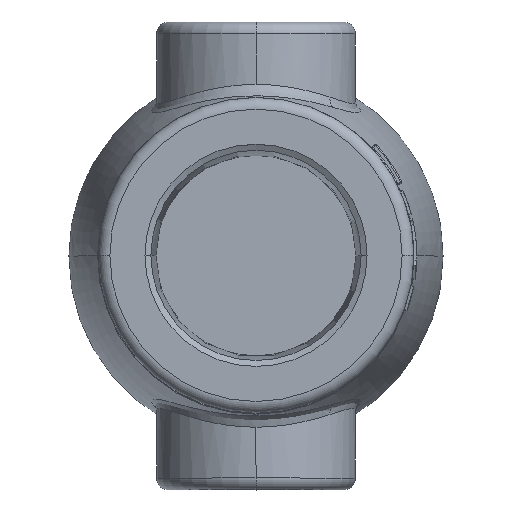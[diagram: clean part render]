
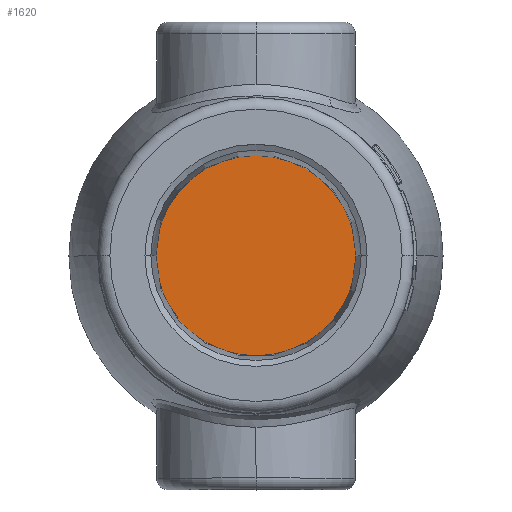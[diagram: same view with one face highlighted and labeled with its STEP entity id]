
A CAD part, top view. The second image highlights one B-rep face of the part: STEP entity #1620.
In plain terms, the highlighted planar face has unit normal (0, 0, 1).
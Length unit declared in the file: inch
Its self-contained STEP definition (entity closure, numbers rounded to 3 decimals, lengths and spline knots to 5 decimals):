
#548 = CIRCLE ( 'NONE', #13922, 1.07049 ) ;
#1430 = FACE_OUTER_BOUND ( 'NONE', #2030, .T. ) ;
#1620 = ADVANCED_FACE ( 'NONE', ( #1430 ), #10638, .T. ) ;
#1735 = EDGE_CURVE ( 'NONE', #14955, #16755, #548, .T. ) ;
#2030 = EDGE_LOOP ( 'NONE', ( #14463, #5058 ) ) ;
#3196 = AXIS2_PLACEMENT_3D ( 'NONE', #12485, #4172, #13889 ) ;
#3713 = DIRECTION ( 'NONE',  ( 1., 0., 0. ) ) ;
#4172 = DIRECTION ( 'NONE',  ( 0., 0., 1. ) ) ;
#5058 = ORIENTED_EDGE ( 'NONE', *, *, #1735, .T. ) ;
#6253 = CIRCLE ( 'NONE', #3196, 1.07049 ) ;
#6276 = EDGE_CURVE ( 'NONE', #16755, #14955, #6253, .T. ) ;
#7208 = CARTESIAN_POINT ( 'NONE',  ( 1.07049, 0., 3.55451 ) ) ;
#8149 = DIRECTION ( 'NONE',  ( 0., 0., 1. ) ) ;
#10638 = PLANE ( 'NONE',  #12995 ) ;
#11973 = CARTESIAN_POINT ( 'NONE',  ( 0., 0., 3.55451 ) ) ;
#12028 = DIRECTION ( 'NONE',  ( 0., 0., 1. ) ) ;
#12485 = CARTESIAN_POINT ( 'NONE',  ( 0., 0., 3.55451 ) ) ;
#12995 = AXIS2_PLACEMENT_3D ( 'NONE', #11973, #12028, #3713 ) ;
#13889 = DIRECTION ( 'NONE',  ( 1., 0., 0. ) ) ;
#13922 = AXIS2_PLACEMENT_3D ( 'NONE', #16424, #8149, #17805 ) ;
#14463 = ORIENTED_EDGE ( 'NONE', *, *, #6276, .T. ) ;
#14955 = VERTEX_POINT ( 'NONE', #17154 ) ;
#16424 = CARTESIAN_POINT ( 'NONE',  ( 0., 0., 3.55451 ) ) ;
#16755 = VERTEX_POINT ( 'NONE', #7208 ) ;
#17154 = CARTESIAN_POINT ( 'NONE',  ( -1.07049, 0., 3.55451 ) ) ;
#17805 = DIRECTION ( 'NONE',  ( 1., 0., 0. ) ) ;
